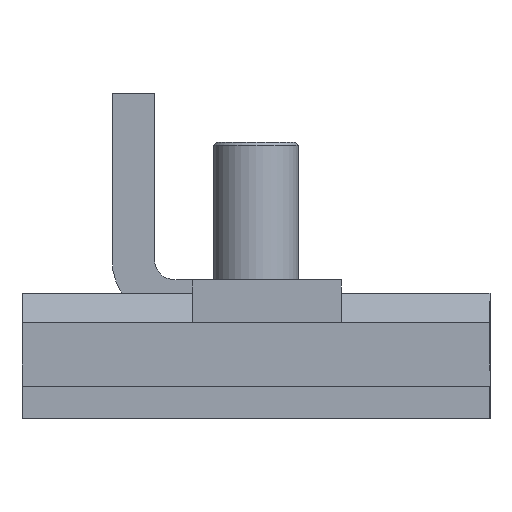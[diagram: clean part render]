
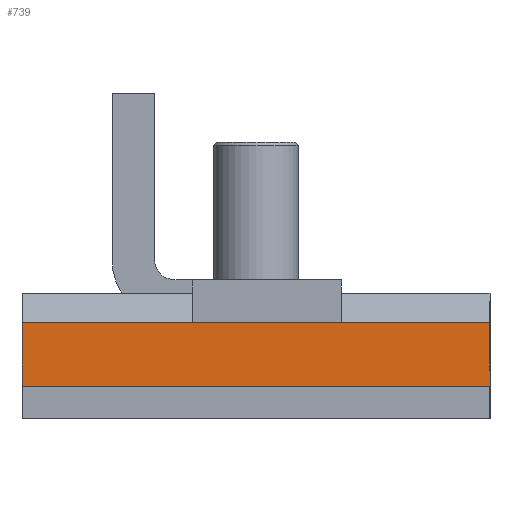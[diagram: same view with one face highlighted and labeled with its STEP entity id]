
A CAD part, left-side view. The second image highlights one B-rep face of the part: STEP entity #739.
In plain terms, the highlighted planar face has unit normal (-1, 0, 0).
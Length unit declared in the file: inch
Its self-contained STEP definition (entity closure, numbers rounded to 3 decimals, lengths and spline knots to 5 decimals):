
#17 = DIRECTION ( 'NONE',  ( 0., 0., 1. ) ) ;
#112 = CARTESIAN_POINT ( 'NONE',  ( -3.72685, 0.6875, 0.2825 ) ) ;
#145 = VECTOR ( 'NONE', #152, 39.37008 ) ;
#152 = DIRECTION ( 'NONE',  ( 0., -1., 0. ) ) ;
#212 = CARTESIAN_POINT ( 'NONE',  ( -3.72685, -0.6875, 0.095 ) ) ;
#214 = VECTOR ( 'NONE', #17, 39.37008 ) ;
#306 = LINE ( 'NONE', #956, #145 ) ;
#354 = CARTESIAN_POINT ( 'NONE',  ( -3.72685, 0.6875, 0.2825 ) ) ;
#419 = EDGE_CURVE ( 'NONE', #555, #932, #632, .T. ) ;
#455 = ORIENTED_EDGE ( 'NONE', *, *, #1582, .F. ) ;
#496 = EDGE_CURVE ( 'NONE', #555, #1805, #306, .T. ) ;
#512 = FACE_OUTER_BOUND ( 'NONE', #1396, .T. ) ;
#555 = VERTEX_POINT ( 'NONE', #1295 ) ;
#620 = ORIENTED_EDGE ( 'NONE', *, *, #419, .F. ) ;
#632 = LINE ( 'NONE', #920, #929 ) ;
#725 = PLANE ( 'NONE',  #2028 ) ;
#739 = ADVANCED_FACE ( 'NONE', ( #512 ), #725, .F. ) ;
#768 = DIRECTION ( 'NONE',  ( 0., -1., 0. ) ) ;
#898 = ORIENTED_EDGE ( 'NONE', *, *, #496, .T. ) ;
#920 = CARTESIAN_POINT ( 'NONE',  ( -3.72685, 0.6875, 0.095 ) ) ;
#929 = VECTOR ( 'NONE', #2068, 39.37008 ) ;
#932 = VERTEX_POINT ( 'NONE', #354 ) ;
#956 = CARTESIAN_POINT ( 'NONE',  ( -3.72685, 0.6875, 0.095 ) ) ;
#974 = LINE ( 'NONE', #1948, #214 ) ;
#1102 = LINE ( 'NONE', #112, #1350 ) ;
#1185 = CARTESIAN_POINT ( 'NONE',  ( -3.72685, -0.6875, 0.2825 ) ) ;
#1225 = CARTESIAN_POINT ( 'NONE',  ( -3.72685, 0.6875, 0.095 ) ) ;
#1295 = CARTESIAN_POINT ( 'NONE',  ( -3.72685, 0.6875, 0.095 ) ) ;
#1350 = VECTOR ( 'NONE', #768, 39.37008 ) ;
#1396 = EDGE_LOOP ( 'NONE', ( #455, #620, #898, #1827 ) ) ;
#1582 = EDGE_CURVE ( 'NONE', #932, #1966, #1102, .T. ) ;
#1652 = DIRECTION ( 'NONE',  ( 0., 0., 1. ) ) ;
#1693 = EDGE_CURVE ( 'NONE', #1805, #1966, #974, .T. ) ;
#1701 = DIRECTION ( 'NONE',  ( 1., 0., 0. ) ) ;
#1805 = VERTEX_POINT ( 'NONE', #212 ) ;
#1827 = ORIENTED_EDGE ( 'NONE', *, *, #1693, .T. ) ;
#1948 = CARTESIAN_POINT ( 'NONE',  ( -3.72685, -0.6875, 0.23642 ) ) ;
#1966 = VERTEX_POINT ( 'NONE', #1185 ) ;
#2028 = AXIS2_PLACEMENT_3D ( 'NONE', #1225, #1701, #1652 ) ;
#2068 = DIRECTION ( 'NONE',  ( 0., 0., 1. ) ) ;
